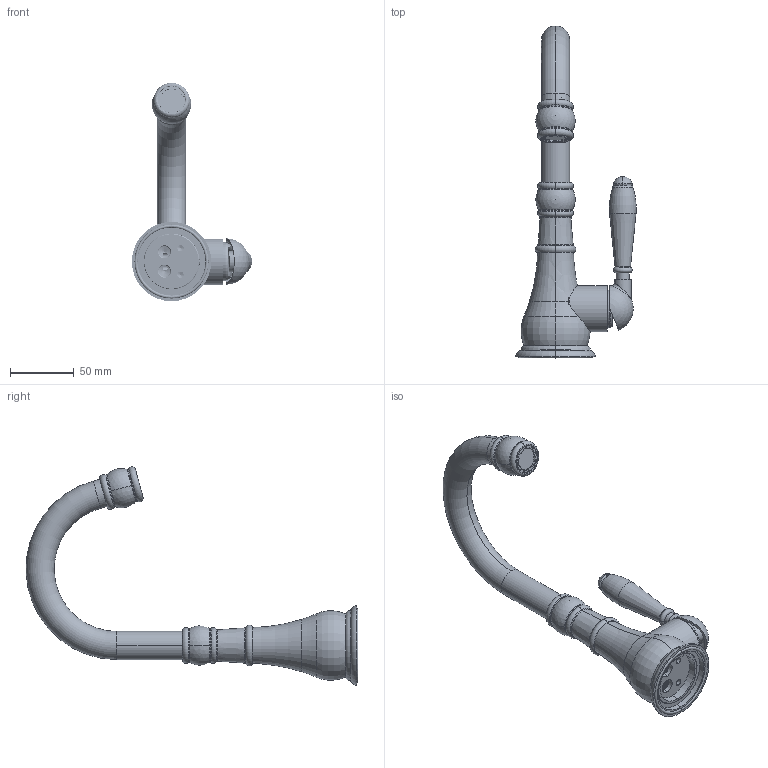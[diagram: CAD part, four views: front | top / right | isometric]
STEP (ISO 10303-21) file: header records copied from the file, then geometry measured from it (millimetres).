
FILE_DESCRIPTION (( 'STEP AP203' ), '1' );
FILE_NAME ('MV1010LCHP.STEP', '2020-02-26T00:45:51', ( 'Windows 蚚誧' ), ( '' ), 'SwSTEP 2.0', 'SolidWorks 2019', '' );
FILE_SCHEMA (( 'CONFIG_CONTROL_DESIGN' ));
Length unit declared in the file: millimetre
Products named in the file (31): 175枎棟忒梟裝; 22醱髓埴俔ㄗ爾諉ㄘ; 175忒梟裝芛; 啞伎呿蹋縐銅  D20.7D16H2 (G05020P00); 白色塑料卡簧 D20.7D16H7.5 (G05015P00) - 副本; 臟賙M21.5X1堤阨厙; 囀鞠褒す傷蹟佪 M5x25 (G12010G00); 58x2.5 O型圈 - UA70MV三通底帽; 20x2.5 O型圈-D16.2; MV三通25阀套; 醱髓埴俔郪; MV1010LCHP; MV三通手柄 陶瓷杆; M5x5 囀鞠褒す傷蹟佪; 22埴俔爾諉奪; 175忒梟裝簽; M16X1 22奪爾諉簽; MV22堤阨奪蟀諉璃; 175忒梟蟀諉裝; 28X25X1.2騵艦菜え; MV22堤阨奪蟀諉璃ㄗ郪ㄘ; MV堤阨諳ㄗ郪ㄘ; MV三通面盆底帽; 三通主体组25配陶瓷杆;   M70SB12C   MV三通手柄座; 7x1.5 O型圈; M16x1 22奪爾諉芛; MV堤阨諳; MV1040A; MV三通25阀体; 170三通面盆装饰盖
Assembly tree (31 placements, depth 5):
  MV1010LCHP
    三通主体组25配陶瓷杆
      MV三通25阀体
      MV三通25阀套
      170三通面盆装饰盖
      MV三通面盆底帽
      M5x5 囀鞠褒す傷蹟佪
      58x2.5 O型圈 - UA70MV三通底帽
      MV三通手柄 陶瓷杆
          M70SB12C   MV三通手柄座
        175枎棟忒梟裝
        175忒梟裝簽
        175忒梟裝芛
        175忒梟蟀諉裝
        囀鞠褒す傷蹟佪 M5x25 (G12010G00)
        7x1.5 O型圈
    MV1040A
      MV堤阨諳ㄗ郪ㄘ
        MV堤阨諳
        臟賙M21.5X1堤阨厙
      醱髓埴俔郪
        MV22堤阨奪蟀諉璃ㄗ郪ㄘ
          MV22堤阨奪蟀諉璃
          白色塑料卡簧 D20.7D16H7.5 (G05015P00) - 副本
          20x2.5 O型圈-D16.2  x2
          28X25X1.2騵艦菜え
          啞伎呿蹋縐銅  D20.7D16H2 (G05020P00)
        22醱髓埴俔ㄗ爾諉ㄘ
          22埴俔爾諉奪
          M16X1 22奪爾諉簽
          M16x1 22奪爾諉芛
Bounding box: 94.02 x 259.53 x 170.75 mm (x, y, z)
Volume: 164721.1 mm3; surface area: 113437.9 mm2
Topology: 25 solids, 26 shells, 1101 faces, 2904 edges, 1872 vertices
Faces by surface type: cylinder 586, plane 210, cone 110, torus 95, bspline 88, sphere 12
Entity records: 96118 total; most frequent: CARTESIAN_POINT 68306, ORIENTED_EDGE 5720, DIRECTION 4663, EDGE_CURVE 2860, VERTEX_POINT 1862, AXIS2_PLACEMENT_3D 1856, EDGE_LOOP 1190, FACE_OUTER_BOUND 1097
